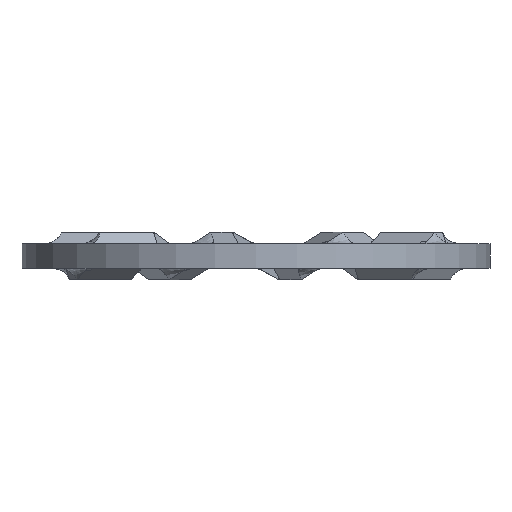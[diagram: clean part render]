
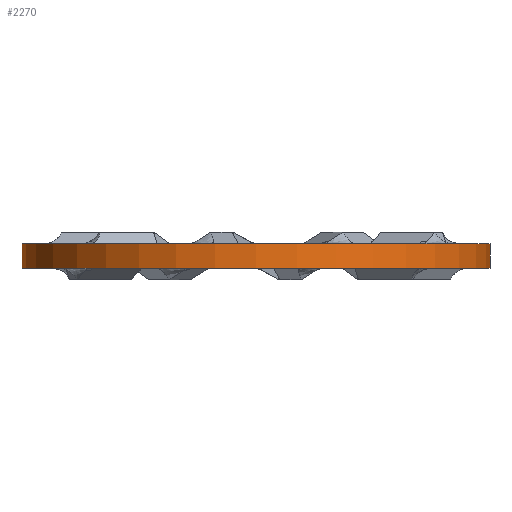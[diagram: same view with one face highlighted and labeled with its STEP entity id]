
A CAD part, front view. The second image highlights one B-rep face of the part: STEP entity #2270.
In plain terms, the highlighted cylindrical face has radius 7.5 mm (diameter 15 mm), a full revolution.
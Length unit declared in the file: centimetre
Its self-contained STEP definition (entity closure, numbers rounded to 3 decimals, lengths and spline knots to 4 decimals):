
#141=CIRCLE('',#194,0.75);
#142=CIRCLE('',#197,0.75);
#194=AXIS2_PLACEMENT_3D('',#2659,#631,#632);
#197=AXIS2_PLACEMENT_3D('',#2845,#639,#640);
#297=AXIS2_PLACEMENT_3D('',#5898,#915,#916);
#317=CYLINDRICAL_SURFACE('',#297,0.75);
#631=DIRECTION('',(0.,0.,1.));
#632=DIRECTION('',(0.75,0.,0.));
#639=DIRECTION('',(0.,0.,-1.));
#640=DIRECTION('',(0.75,0.,0.));
#915=DIRECTION('',(0.,0.,1.));
#916=DIRECTION('',(0.75,0.,0.));
#956=VERTEX_POINT('',#2660);
#963=VERTEX_POINT('',#2846);
#1212=EDGE_CURVE('',#956,#956,#141,.T.);
#1220=EDGE_CURVE('',#963,#963,#142,.T.);
#1977=ORIENTED_EDGE('',*,*,#1220,.T.);
#1978=ORIENTED_EDGE('',*,*,#1212,.T.);
#2080=EDGE_LOOP('',(#1977));
#2081=EDGE_LOOP('',(#1978));
#2176=FACE_BOUND('',#2080,.T.);
#2177=FACE_BOUND('',#2081,.T.);
#2270=ADVANCED_FACE('',(#2176,#2177),#317,.T.);
#2659=CARTESIAN_POINT('',(0.,0.,-0.04));
#2660=CARTESIAN_POINT('',(0.75,0.,-0.04));
#2845=CARTESIAN_POINT('',(0.,0.,0.04));
#2846=CARTESIAN_POINT('',(0.75,0.,0.04));
#5898=CARTESIAN_POINT('',(0.,0.,-0.04));
